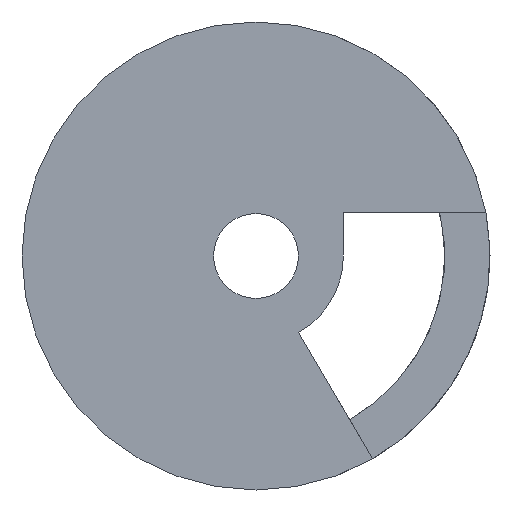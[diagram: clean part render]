
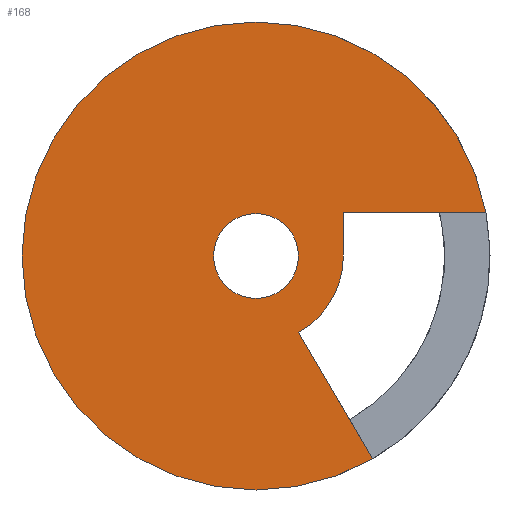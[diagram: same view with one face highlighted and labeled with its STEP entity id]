
A CAD part, front view. The second image highlights one B-rep face of the part: STEP entity #168.
In plain terms, the highlighted planar face has unit normal (0, -1, 0).
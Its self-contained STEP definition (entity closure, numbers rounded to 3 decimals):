
#9 = LINE ( 'NONE', #308, #385 ) ;
#26 = CIRCLE ( 'NONE', #420, 37.5 ) ;
#34 = DIRECTION ( 'NONE',  ( 0., 0., 1. ) ) ;
#38 = VERTEX_POINT ( 'NONE', #114 ) ;
#43 = CARTESIAN_POINT ( 'NONE',  ( 0., 0., 0. ) ) ;
#45 = VERTEX_POINT ( 'NONE', #223 ) ;
#66 = DIRECTION ( 'NONE',  ( 0., 0., 1. ) ) ;
#69 = VECTOR ( 'NONE', #201, 1000. ) ;
#73 = EDGE_LOOP ( 'NONE', ( #512, #152, #282, #245, #247, #292, #251 ) ) ;
#76 = DIRECTION ( 'NONE',  ( 0., 0., 1. ) ) ;
#89 = CARTESIAN_POINT ( 'NONE',  ( 0., 0., 0. ) ) ;
#92 = EDGE_CURVE ( 'NONE', #319, #445, #9, .T. ) ;
#93 = CIRCLE ( 'NONE', #307, 37.5 ) ;
#95 = EDGE_CURVE ( 'NONE', #473, #45, #93, .T. ) ;
#105 = CARTESIAN_POINT ( 'NONE',  ( 14., 0., 7. ) ) ;
#114 = CARTESIAN_POINT ( 'NONE',  ( 0., 0., 6.8 ) ) ;
#118 = LINE ( 'NONE', #153, #138 ) ;
#132 = EDGE_CURVE ( 'NONE', #38, #322, #318, .T. ) ;
#138 = VECTOR ( 'NONE', #280, 1000. ) ;
#144 = DIRECTION ( 'NONE',  ( 0., 0., 1. ) ) ;
#147 = DIRECTION ( 'NONE',  ( 0., 1., 0. ) ) ;
#151 = CARTESIAN_POINT ( 'NONE',  ( 0., 0., 0. ) ) ;
#152 = ORIENTED_EDGE ( 'NONE', *, *, #95, .F. ) ;
#153 = CARTESIAN_POINT ( 'NONE',  ( 0., 0., 7. ) ) ;
#159 = DIRECTION ( 'NONE',  ( 0., 0., -1. ) ) ;
#160 = CIRCLE ( 'NONE', #472, 6.8 ) ;
#168 = ADVANCED_FACE ( 'NONE', ( #252, #270 ), #266, .F. ) ;
#172 = CIRCLE ( 'NONE', #258, 37.5 ) ;
#175 = DIRECTION ( 'NONE',  ( 0., 1., 0. ) ) ;
#201 = DIRECTION ( 'NONE',  ( 0.505, 0., -0.863 ) ) ;
#208 = AXIS2_PLACEMENT_3D ( 'NONE', #235, #317, #66 ) ;
#219 = CARTESIAN_POINT ( 'NONE',  ( 0., 0., 0. ) ) ;
#223 = CARTESIAN_POINT ( 'NONE',  ( 36.841, 0., 7. ) ) ;
#235 = CARTESIAN_POINT ( 'NONE',  ( 0., 0., 0. ) ) ;
#237 = EDGE_CURVE ( 'NONE', #290, #287, #26, .T. ) ;
#245 = ORIENTED_EDGE ( 'NONE', *, *, #237, .F. ) ;
#247 = ORIENTED_EDGE ( 'NONE', *, *, #401, .F. ) ;
#251 = ORIENTED_EDGE ( 'NONE', *, *, #92, .T. ) ;
#252 = FACE_OUTER_BOUND ( 'NONE', #73, .T. ) ;
#255 = CARTESIAN_POINT ( 'NONE',  ( 0., 0., 0. ) ) ;
#258 = AXIS2_PLACEMENT_3D ( 'NONE', #89, #175, #298 ) ;
#259 = CARTESIAN_POINT ( 'NONE',  ( 0., 0., 37.5 ) ) ;
#261 = DIRECTION ( 'NONE',  ( 0., 1., 0. ) ) ;
#266 = PLANE ( 'NONE',  #360 ) ;
#270 = FACE_BOUND ( 'NONE', #352, .T. ) ;
#276 = DIRECTION ( 'NONE',  ( 0., 1., 0. ) ) ;
#280 = DIRECTION ( 'NONE',  ( 1., 0., 0. ) ) ;
#282 = ORIENTED_EDGE ( 'NONE', *, *, #479, .F. ) ;
#283 = DIRECTION ( 'NONE',  ( 0., 0., 1. ) ) ;
#287 = VERTEX_POINT ( 'NONE', #498 ) ;
#290 = VERTEX_POINT ( 'NONE', #513 ) ;
#292 = ORIENTED_EDGE ( 'NONE', *, *, #412, .F. ) ;
#298 = DIRECTION ( 'NONE',  ( 0., 0., 1. ) ) ;
#307 = AXIS2_PLACEMENT_3D ( 'NONE', #219, #261, #34 ) ;
#308 = CARTESIAN_POINT ( 'NONE',  ( 14., 0., 0. ) ) ;
#317 = DIRECTION ( 'NONE',  ( 0., 1., 0. ) ) ;
#318 = CIRCLE ( 'NONE', #208, 6.8 ) ;
#319 = VERTEX_POINT ( 'NONE', #356 ) ;
#322 = VERTEX_POINT ( 'NONE', #379 ) ;
#326 = LINE ( 'NONE', #408, #69 ) ;
#336 = ORIENTED_EDGE ( 'NONE', *, *, #426, .T. ) ;
#341 = CIRCLE ( 'NONE', #454, 14. ) ;
#352 = EDGE_LOOP ( 'NONE', ( #336, #437 ) ) ;
#356 = CARTESIAN_POINT ( 'NONE',  ( 14., 0., 0. ) ) ;
#360 = AXIS2_PLACEMENT_3D ( 'NONE', #255, #276, #283 ) ;
#373 = CARTESIAN_POINT ( 'NONE',  ( 6.8, 0., -12.237 ) ) ;
#379 = CARTESIAN_POINT ( 'NONE',  ( 0., 0., -6.8 ) ) ;
#380 = VERTEX_POINT ( 'NONE', #373 ) ;
#385 = VECTOR ( 'NONE', #76, 1000. ) ;
#387 = EDGE_CURVE ( 'NONE', #445, #45, #118, .T. ) ;
#395 = CARTESIAN_POINT ( 'NONE',  ( 0., 0., 0. ) ) ;
#398 = DIRECTION ( 'NONE',  ( 0., 1., 0. ) ) ;
#401 = EDGE_CURVE ( 'NONE', #380, #290, #326, .T. ) ;
#403 = DIRECTION ( 'NONE',  ( 0., 0., 1. ) ) ;
#408 = CARTESIAN_POINT ( 'NONE',  ( -0.269, 0., -0.158 ) ) ;
#412 = EDGE_CURVE ( 'NONE', #319, #380, #341, .T. ) ;
#420 = AXIS2_PLACEMENT_3D ( 'NONE', #395, #398, #403 ) ;
#426 = EDGE_CURVE ( 'NONE', #322, #38, #160, .T. ) ;
#437 = ORIENTED_EDGE ( 'NONE', *, *, #132, .T. ) ;
#445 = VERTEX_POINT ( 'NONE', #105 ) ;
#454 = AXIS2_PLACEMENT_3D ( 'NONE', #43, #462, #159 ) ;
#462 = DIRECTION ( 'NONE',  ( 0., 1., 0. ) ) ;
#472 = AXIS2_PLACEMENT_3D ( 'NONE', #151, #147, #144 ) ;
#473 = VERTEX_POINT ( 'NONE', #259 ) ;
#479 = EDGE_CURVE ( 'NONE', #287, #473, #172, .T. ) ;
#498 = CARTESIAN_POINT ( 'NONE',  ( 0., 0., -37.5 ) ) ;
#512 = ORIENTED_EDGE ( 'NONE', *, *, #387, .T. ) ;
#513 = CARTESIAN_POINT ( 'NONE',  ( 18.672, 0., -32.521 ) ) ;
